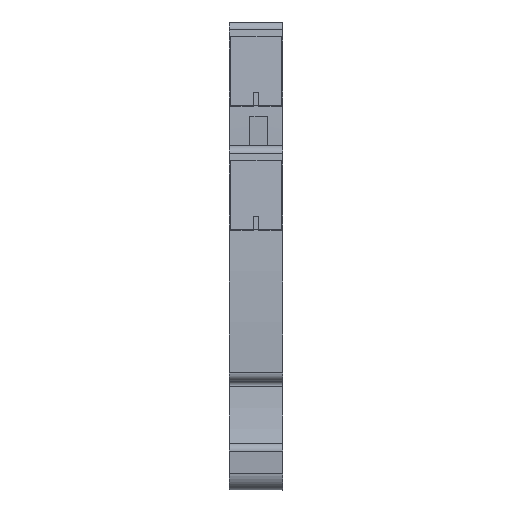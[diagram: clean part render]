
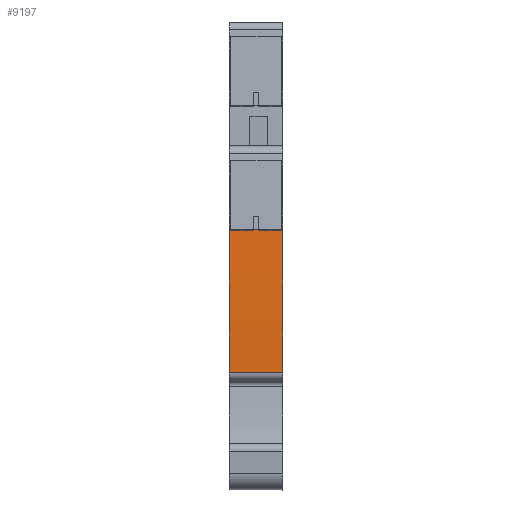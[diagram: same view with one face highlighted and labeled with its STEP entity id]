
A CAD part, front view. The second image highlights one B-rep face of the part: STEP entity #9197.
In plain terms, the highlighted cylindrical face has radius 191.632 mm (diameter 383.264 mm), a partial arc.
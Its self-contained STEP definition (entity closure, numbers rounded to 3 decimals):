
#2536=AXIS2_PLACEMENT_3D('Circle Axis2P3D',#2534,#2535,$) ;
#8587=AXIS2_PLACEMENT_3D('Cylinder Axis2P3D',#8584,#8585,#8586) ;
#9188=AXIS2_PLACEMENT_3D('Circle Axis2P3D',#9186,#9187,$) ;
#2531=CARTESIAN_POINT('Vertex',(0.,1.53,13.431)) ;
#2534=CARTESIAN_POINT('Axis2P3D Location',(0.,193.128,17.05)) ;
#2538=CARTESIAN_POINT('Vertex',(0.,2.,30.933)) ;
#8584=CARTESIAN_POINT('Axis2P3D Location',(3.05,193.128,17.05)) ;
#9159=CARTESIAN_POINT('Line Origine',(3.05,2.,30.933)) ;
#9163=CARTESIAN_POINT('Vertex',(6.1,2.,30.933)) ;
#9179=CARTESIAN_POINT('Line Origine',(3.05,1.53,13.431)) ;
#9183=CARTESIAN_POINT('Vertex',(6.1,1.53,13.431)) ;
#9186=CARTESIAN_POINT('Axis2P3D Location',(6.1,193.128,17.05)) ;
#2535=DIRECTION('Axis2P3D Direction',(1.,0.,0.)) ;
#8585=DIRECTION('Axis2P3D Direction',(1.,0.,0.)) ;
#8586=DIRECTION('Axis2P3D XDirection',(0.,-0.994,0.112)) ;
#9160=DIRECTION('Vector Direction',(1.,0.,0.)) ;
#9180=DIRECTION('Vector Direction',(1.,0.,0.)) ;
#9187=DIRECTION('Axis2P3D Direction',(1.,0.,0.)) ;
#9161=VECTOR('Line Direction',#9160,1.) ;
#9181=VECTOR('Line Direction',#9180,1.) ;
#9192=ORIENTED_EDGE('',*,*,#2540,.T.) ;
#9193=ORIENTED_EDGE('',*,*,#9185,.T.) ;
#9194=ORIENTED_EDGE('',*,*,#9190,.F.) ;
#9195=ORIENTED_EDGE('',*,*,#9165,.F.) ;
#9197=ADVANCED_FACE('MLD',(#9196),#8588,.T.) ;
#2537=CIRCLE('generated circle',#2536,191.632) ;
#9189=CIRCLE('generated circle',#9188,191.632) ;
#8588=CYLINDRICAL_SURFACE('generated cylinder',#8587,191.632) ;
#2540=EDGE_CURVE('',#2539,#2532,#2537,.T.) ;
#9165=EDGE_CURVE('',#2539,#9164,#9162,.T.) ;
#9185=EDGE_CURVE('',#2532,#9184,#9182,.T.) ;
#9190=EDGE_CURVE('',#9164,#9184,#9189,.T.) ;
#9191=EDGE_LOOP('',(#9192,#9193,#9194,#9195)) ;
#9196=FACE_OUTER_BOUND('',#9191,.T.) ;
#9162=LINE('Line',#9159,#9161) ;
#9182=LINE('Line',#9179,#9181) ;
#2532=VERTEX_POINT('',#2531) ;
#2539=VERTEX_POINT('',#2538) ;
#9164=VERTEX_POINT('',#9163) ;
#9184=VERTEX_POINT('',#9183) ;
